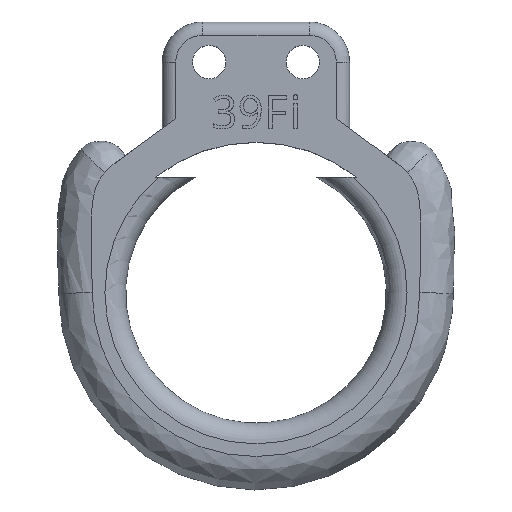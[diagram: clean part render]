
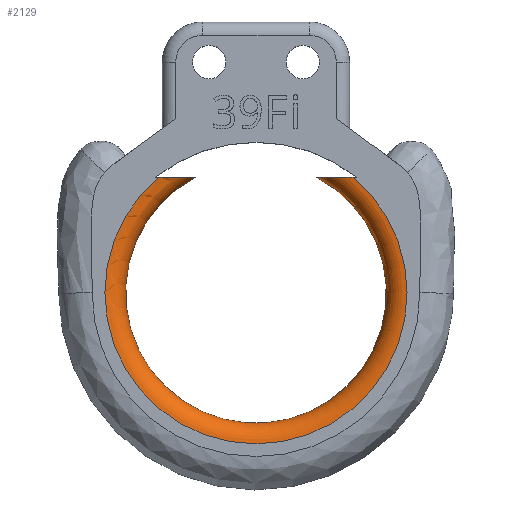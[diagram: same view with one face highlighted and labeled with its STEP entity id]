
A CAD part, top view. The second image highlights one B-rep face of the part: STEP entity #2129.
In plain terms, the highlighted toroidal (fillet/blend) face has major radius 22.6 mm and minor radius 3.1 mm.
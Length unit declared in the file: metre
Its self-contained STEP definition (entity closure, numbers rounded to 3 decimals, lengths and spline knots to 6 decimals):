
#17=TOROIDAL_SURFACE('',#2286,0.0226,0.0031);
#140=B_SPLINE_CURVE_WITH_KNOTS('',3,(#3806,#3807,#3808,#3809,#3810,#3811,
#3812,#3813),.UNSPECIFIED.,.F.,.F.,(4,1,1,1,1,4),(0.,0.001698,
0.003396,0.005095,0.005944,0.006793),
 .UNSPECIFIED.);
#141=B_SPLINE_CURVE_WITH_KNOTS('',3,(#3818,#3819,#3820,#3821,#3822,#3823,
#3824,#3825),.UNSPECIFIED.,.F.,.F.,(4,1,1,1,1,4),(0.,0.000859,
0.001717,0.003434,0.005151,0.006869),
 .UNSPECIFIED.);
#1035=ORIENTED_EDGE('',*,*,#1408,.F.);
#1036=ORIENTED_EDGE('',*,*,#1220,.F.);
#1037=ORIENTED_EDGE('',*,*,#1411,.F.);
#1038=ORIENTED_EDGE('',*,*,#1223,.F.);
#1220=EDGE_CURVE('',#1533,#1534,#1674,.F.);
#1223=EDGE_CURVE('',#1535,#1536,#1675,.T.);
#1408=EDGE_CURVE('',#1534,#1535,#140,.T.);
#1411=EDGE_CURVE('',#1536,#1533,#141,.T.);
#1533=VERTEX_POINT('',#3047);
#1534=VERTEX_POINT('',#3049);
#1535=VERTEX_POINT('',#3053);
#1536=VERTEX_POINT('',#3055);
#1674=CIRCLE('',#2199,0.0226);
#1675=CIRCLE('',#2201,0.0195);
#1826=EDGE_LOOP('',(#1035,#1036,#1037,#1038));
#1968=FACE_BOUND('',#1826,.T.);
#2129=ADVANCED_FACE('',(#1968),#17,.T.);
#2199=AXIS2_PLACEMENT_3D('',#3048,#2416,#2417);
#2201=AXIS2_PLACEMENT_3D('',#3054,#2422,#2423);
#2286=AXIS2_PLACEMENT_3D('',#3829,#2705,#2706);
#2416=DIRECTION('',(0.,0.,1.));
#2417=DIRECTION('',(1.,0.,0.));
#2422=DIRECTION('',(0.,0.,1.));
#2423=DIRECTION('',(1.,0.,0.));
#2705=DIRECTION('',(0.,0.,1.));
#2706=DIRECTION('',(1.,0.,0.));
#3047=CARTESIAN_POINT('',(0.014542,0.0173,0.01));
#3048=CARTESIAN_POINT('',(0.,0.,0.01));
#3049=CARTESIAN_POINT('',(-0.014542,0.0173,0.01));
#3053=CARTESIAN_POINT('',(-0.008998,0.0173,0.0069));
#3054=CARTESIAN_POINT('',(0.,0.,0.0069));
#3055=CARTESIAN_POINT('',(0.008998,0.0173,0.0069));
#3806=CARTESIAN_POINT('',(-0.014542,0.0173,0.01));
#3807=CARTESIAN_POINT('',(-0.013968,0.0173,0.01));
#3808=CARTESIAN_POINT('',(-0.012843,0.0173,0.009873));
#3809=CARTESIAN_POINT('',(-0.011203,0.0173,0.009347));
#3810=CARTESIAN_POINT('',(-0.009958,0.0173,0.008617));
#3811=CARTESIAN_POINT('',(-0.009184,0.0173,0.007752));
#3812=CARTESIAN_POINT('',(-0.008998,0.0173,0.00719));
#3813=CARTESIAN_POINT('',(-0.008998,0.0173,0.0069));
#3818=CARTESIAN_POINT('',(0.008998,0.0173,0.0069));
#3819=CARTESIAN_POINT('',(0.008998,0.0173,0.007191));
#3820=CARTESIAN_POINT('',(0.009184,0.0173,0.007751));
#3821=CARTESIAN_POINT('',(0.009958,0.0173,0.008618));
#3822=CARTESIAN_POINT('',(0.0112,0.0173,0.009345));
#3823=CARTESIAN_POINT('',(0.012839,0.0173,0.009872));
#3824=CARTESIAN_POINT('',(0.013968,0.0173,0.01));
#3825=CARTESIAN_POINT('',(0.014542,0.0173,0.01));
#3829=CARTESIAN_POINT('',(0.,0.,0.0069));
